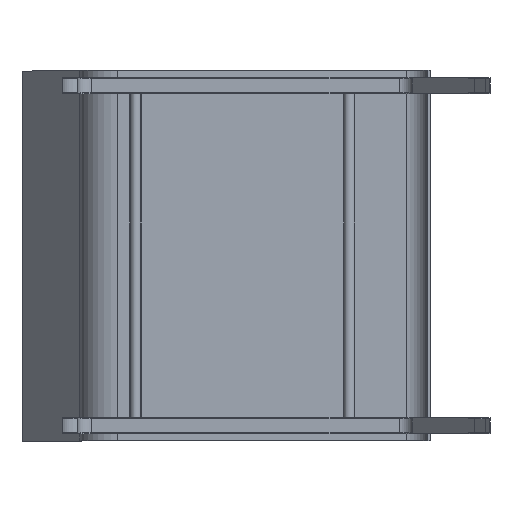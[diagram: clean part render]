
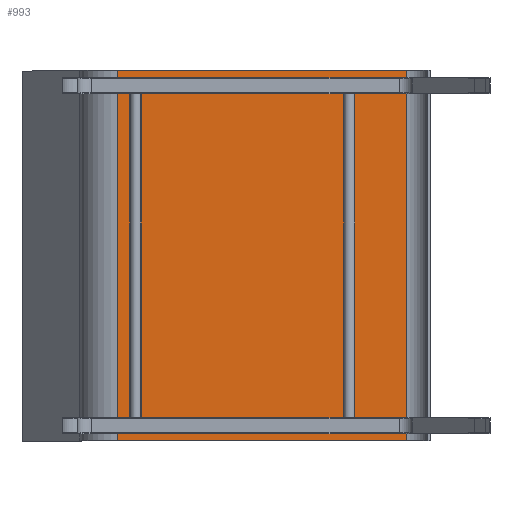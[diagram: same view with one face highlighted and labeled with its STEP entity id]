
A CAD part, front view. The second image highlights one B-rep face of the part: STEP entity #993.
In plain terms, the highlighted face is planar.
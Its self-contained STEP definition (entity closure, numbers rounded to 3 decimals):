
#77=PLANE('',#1183);
#133=FACE_OUTER_BOUND('',#197,.T.);
#197=EDGE_LOOP('',(#871,#872,#873,#874));
#284=LINE('',#1718,#386);
#290=LINE('',#1730,#392);
#292=LINE('',#1734,#394);
#293=LINE('',#1735,#395);
#386=VECTOR('',#1421,10.);
#392=VECTOR('',#1433,10.);
#394=VECTOR('',#1437,10.);
#395=VECTOR('',#1438,10.);
#510=VERTEX_POINT('',#1700);
#513=VERTEX_POINT('',#1708);
#519=VERTEX_POINT('',#1729);
#520=VERTEX_POINT('',#1733);
#632=EDGE_CURVE('',#513,#510,#284,.T.);
#638=EDGE_CURVE('',#519,#513,#290,.T.);
#640=EDGE_CURVE('',#510,#520,#292,.T.);
#641=EDGE_CURVE('',#520,#519,#293,.T.);
#871=ORIENTED_EDGE('',*,*,#632,.T.);
#872=ORIENTED_EDGE('',*,*,#640,.T.);
#873=ORIENTED_EDGE('',*,*,#641,.T.);
#874=ORIENTED_EDGE('',*,*,#638,.T.);
#993=ADVANCED_FACE('',(#133),#77,.T.);
#1183=AXIS2_PLACEMENT_3D('',#1732,#1435,#1436);
#1421=DIRECTION('',(1.,0.,0.));
#1433=DIRECTION('',(0.,0.,1.));
#1435=DIRECTION('center_axis',(0.,1.,0.));
#1436=DIRECTION('ref_axis',(0.,0.,1.));
#1437=DIRECTION('',(0.,0.,-1.));
#1438=DIRECTION('',(-1.,0.,0.));
#1700=CARTESIAN_POINT('',(260.,3.,-39.229));
#1708=CARTESIAN_POINT('',(-260.,3.,-39.229));
#1718=CARTESIAN_POINT('',(-130.,3.,-39.229));
#1729=CARTESIAN_POINT('',(-260.,3.,-445.401));
#1730=CARTESIAN_POINT('',(-260.,3.,-500.));
#1732=CARTESIAN_POINT('Origin',(0.,3.,0.));
#1733=CARTESIAN_POINT('',(260.,3.,-445.401));
#1734=CARTESIAN_POINT('',(260.,3.,500.));
#1735=CARTESIAN_POINT('',(130.,3.,-445.401));
